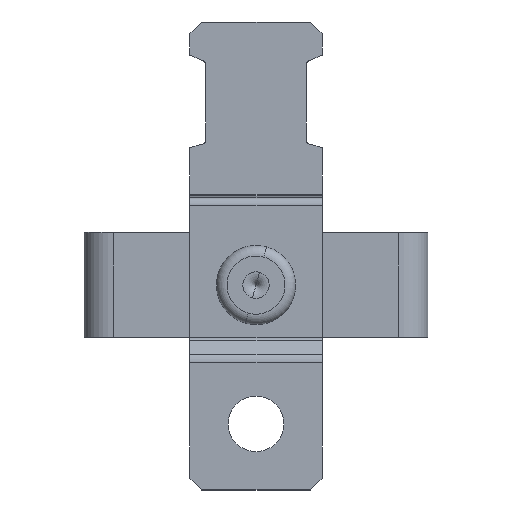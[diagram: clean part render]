
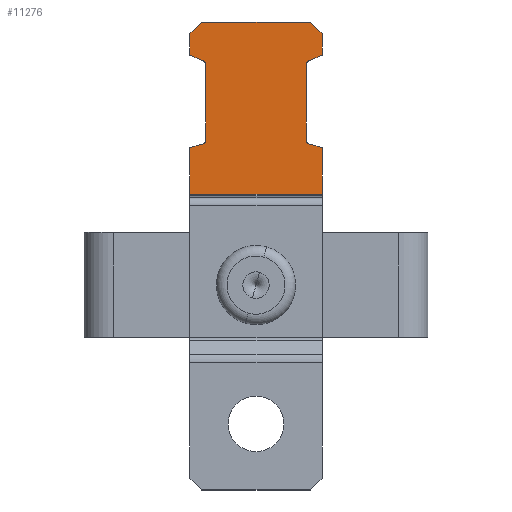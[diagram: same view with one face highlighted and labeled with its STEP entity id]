
A CAD part, front view. The second image highlights one B-rep face of the part: STEP entity #11276.
In plain terms, the highlighted planar face has unit normal (0, -1, 0).
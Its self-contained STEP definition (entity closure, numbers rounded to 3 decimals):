
#27 = EDGE_CURVE ( 'NONE', #5858, #1088, #7338, .T. ) ;
#81 = EDGE_CURVE ( 'NONE', #1088, #2770, #11408, .T. ) ;
#160 = VECTOR ( 'NONE', #9591, 1000. ) ;
#390 = VECTOR ( 'NONE', #11413, 1000. ) ;
#499 = LINE ( 'NONE', #7263, #10659 ) ;
#759 = EDGE_CURVE ( 'NONE', #11874, #8555, #1341, .T. ) ;
#885 = VERTEX_POINT ( 'NONE', #2618 ) ;
#920 = CARTESIAN_POINT ( 'NONE',  ( -26.467, 7.597, 3.8 ) ) ;
#977 = DIRECTION ( 'NONE',  ( 0., 0., -1. ) ) ;
#990 = VERTEX_POINT ( 'NONE', #920 ) ;
#1088 = VERTEX_POINT ( 'NONE', #9852 ) ;
#1284 = CARTESIAN_POINT ( 'NONE',  ( -32.173, 7.597, 3.8 ) ) ;
#1291 = DIRECTION ( 'NONE',  ( -1., 0., 0. ) ) ;
#1341 = LINE ( 'NONE', #12270, #390 ) ;
#1385 = VECTOR ( 'NONE', #3251, 1000. ) ;
#1393 = ORIENTED_EDGE ( 'NONE', *, *, #12139, .T. ) ;
#1447 = EDGE_CURVE ( 'NONE', #5526, #10046, #7565, .T. ) ;
#1458 = DIRECTION ( 'NONE',  ( 1., 0., 0. ) ) ;
#1846 = VECTOR ( 'NONE', #10056, 1000. ) ;
#1980 = EDGE_CURVE ( 'NONE', #8566, #2770, #11961, .T. ) ;
#2147 = DIRECTION ( 'NONE',  ( 0., 1., 0. ) ) ;
#2261 = CARTESIAN_POINT ( 'NONE',  ( -22.33, 7.597, -5. ) ) ;
#2300 = ORIENTED_EDGE ( 'NONE', *, *, #1447, .T. ) ;
#2323 = VECTOR ( 'NONE', #1458, 1000. ) ;
#2439 = CARTESIAN_POINT ( 'NONE',  ( -32.9, 7.597, -5. ) ) ;
#2554 = CARTESIAN_POINT ( 'NONE',  ( -22.37, 7.597, 5. ) ) ;
#2570 = CARTESIAN_POINT ( 'NONE',  ( -22.33, 7.597, 5. ) ) ;
#2618 = CARTESIAN_POINT ( 'NONE',  ( -32.455, 7.597, 3.997 ) ) ;
#2646 = DIRECTION ( 'NONE',  ( 0.406, 0., 0.914 ) ) ;
#2770 = VERTEX_POINT ( 'NONE', #6194 ) ;
#2811 = DIRECTION ( 'NONE',  ( 0., 1., 0. ) ) ;
#3239 = VERTEX_POINT ( 'NONE', #4061 ) ;
#3251 = DIRECTION ( 'NONE',  ( 1., 0., 0. ) ) ;
#3561 = ORIENTED_EDGE ( 'NONE', *, *, #3886, .F. ) ;
#3572 = DIRECTION ( 'NONE',  ( -1., 0., 0. ) ) ;
#3599 = DIRECTION ( 'NONE',  ( 0., 1., 0. ) ) ;
#3886 = EDGE_CURVE ( 'NONE', #9304, #10770, #499, .T. ) ;
#3953 = ORIENTED_EDGE ( 'NONE', *, *, #4090, .T. ) ;
#4041 = EDGE_CURVE ( 'NONE', #4422, #885, #12539, .T. ) ;
#4045 = AXIS2_PLACEMENT_3D ( 'NONE', #5845, #10614, #3572 ) ;
#4061 = CARTESIAN_POINT ( 'NONE',  ( -26.467, 7.597, -3.8 ) ) ;
#4090 = EDGE_CURVE ( 'NONE', #9304, #5197, #10549, .T. ) ;
#4094 = CARTESIAN_POINT ( 'NONE',  ( -32.455, 7.597, -3.997 ) ) ;
#4123 = VECTOR ( 'NONE', #7100, 1000. ) ;
#4133 = CARTESIAN_POINT ( 'NONE',  ( -32.173, 7.597, -4.1 ) ) ;
#4282 = ORIENTED_EDGE ( 'NONE', *, *, #27, .F. ) ;
#4422 = VERTEX_POINT ( 'NONE', #1284 ) ;
#4551 = DIRECTION ( 'NONE',  ( 1., 0., 0. ) ) ;
#4728 = EDGE_CURVE ( 'NONE', #5719, #8566, #8573, .T. ) ;
#4737 = ORIENTED_EDGE ( 'NONE', *, *, #7498, .T. ) ;
#4808 = VECTOR ( 'NONE', #5636, 1000. ) ;
#4905 = DIRECTION ( 'NONE',  ( 0., 1., 0. ) ) ;
#5132 = VECTOR ( 'NONE', #2646, 1000. ) ;
#5197 = VERTEX_POINT ( 'NONE', #7365 ) ;
#5326 = LINE ( 'NONE', #7327, #2323 ) ;
#5354 = CARTESIAN_POINT ( 'NONE',  ( -22.33, 7.597, 3.8 ) ) ;
#5514 = ORIENTED_EDGE ( 'NONE', *, *, #759, .T. ) ;
#5526 = VERTEX_POINT ( 'NONE', #2439 ) ;
#5540 = ORIENTED_EDGE ( 'NONE', *, *, #8510, .T. ) ;
#5636 = DIRECTION ( 'NONE',  ( -0.277, 0., -0.961 ) ) ;
#5655 = CARTESIAN_POINT ( 'NONE',  ( -35.4, 7.597, 4.1 ) ) ;
#5672 = AXIS2_PLACEMENT_3D ( 'NONE', #11670, #2811, #9715 ) ;
#5719 = VERTEX_POINT ( 'NONE', #9248 ) ;
#5804 = DIRECTION ( 'NONE',  ( 0.277, 0., -0.961 ) ) ;
#5845 = CARTESIAN_POINT ( 'NONE',  ( -32.173, 7.597, 4.1 ) ) ;
#5858 = VERTEX_POINT ( 'NONE', #12706 ) ;
#5867 = LINE ( 'NONE', #7809, #7306 ) ;
#5882 = AXIS2_PLACEMENT_3D ( 'NONE', #6954, #4905, #10944 ) ;
#5951 = LINE ( 'NONE', #8906, #4123 ) ;
#6091 = ORIENTED_EDGE ( 'NONE', *, *, #4041, .T. ) ;
#6194 = CARTESIAN_POINT ( 'NONE',  ( -22.37, 7.597, -5. ) ) ;
#6327 = VECTOR ( 'NONE', #10423, 1000. ) ;
#6367 = CARTESIAN_POINT ( 'NONE',  ( -22.33, 7.597, 5. ) ) ;
#6475 = VECTOR ( 'NONE', #1291, 1000. ) ;
#6688 = ORIENTED_EDGE ( 'NONE', *, *, #7113, .T. ) ;
#6772 = CARTESIAN_POINT ( 'NONE',  ( -34.5, 7.597, 5. ) ) ;
#6830 = ORIENTED_EDGE ( 'NONE', *, *, #12638, .T. ) ;
#6852 = CIRCLE ( 'NONE', #9326, 0.3 ) ;
#6893 = LINE ( 'NONE', #10888, #12491 ) ;
#6954 = CARTESIAN_POINT ( 'NONE',  ( -26.47, 7.597, 4.1 ) ) ;
#6991 = ORIENTED_EDGE ( 'NONE', *, *, #7107, .T. ) ;
#7049 = AXIS2_PLACEMENT_3D ( 'NONE', #2570, #3599, #7552 ) ;
#7100 = DIRECTION ( 'NONE',  ( 1., 0., 0. ) ) ;
#7107 = EDGE_CURVE ( 'NONE', #885, #10770, #5867, .T. ) ;
#7113 = EDGE_CURVE ( 'NONE', #5197, #11874, #6893, .T. ) ;
#7218 = EDGE_CURVE ( 'NONE', #990, #4422, #12146, .T. ) ;
#7263 = CARTESIAN_POINT ( 'NONE',  ( -22.33, 7.597, 5. ) ) ;
#7306 = VECTOR ( 'NONE', #11756, 1000. ) ;
#7327 = CARTESIAN_POINT ( 'NONE',  ( -22.33, 7.597, -5. ) ) ;
#7338 = LINE ( 'NONE', #6367, #1385 ) ;
#7365 = CARTESIAN_POINT ( 'NONE',  ( -35.4, 7.597, 4.1 ) ) ;
#7427 = FACE_OUTER_BOUND ( 'NONE', #9970, .T. ) ;
#7498 = EDGE_CURVE ( 'NONE', #3239, #5719, #8949, .T. ) ;
#7552 = DIRECTION ( 'NONE',  ( -1., 0., 0. ) ) ;
#7565 = LINE ( 'NONE', #11507, #5132 ) ;
#7809 = CARTESIAN_POINT ( 'NONE',  ( -31.159, 7.597, 1.079 ) ) ;
#8209 = DIRECTION ( 'NONE',  ( -1., 0., 0. ) ) ;
#8352 = CARTESIAN_POINT ( 'NONE',  ( -25.9, 7.597, -5. ) ) ;
#8510 = EDGE_CURVE ( 'NONE', #12729, #990, #12070, .T. ) ;
#8555 = VERTEX_POINT ( 'NONE', #9319 ) ;
#8566 = VERTEX_POINT ( 'NONE', #8352 ) ;
#8573 = LINE ( 'NONE', #8758, #8612 ) ;
#8612 = VECTOR ( 'NONE', #5804, 1000. ) ;
#8758 = CARTESIAN_POINT ( 'NONE',  ( -28.285, 7.597, 3.286 ) ) ;
#8811 = CARTESIAN_POINT ( 'NONE',  ( -32.9, 7.597, 5. ) ) ;
#8906 = CARTESIAN_POINT ( 'NONE',  ( -22.33, 7.597, -3.8 ) ) ;
#8949 = CIRCLE ( 'NONE', #5672, 0.3 ) ;
#9133 = VERTEX_POINT ( 'NONE', #12484 ) ;
#9229 = CARTESIAN_POINT ( 'NONE',  ( -26.189, 7.597, 3.997 ) ) ;
#9248 = CARTESIAN_POINT ( 'NONE',  ( -26.189, 7.597, -3.997 ) ) ;
#9304 = VERTEX_POINT ( 'NONE', #6772 ) ;
#9319 = CARTESIAN_POINT ( 'NONE',  ( -34.5, 7.597, -5. ) ) ;
#9326 = AXIS2_PLACEMENT_3D ( 'NONE', #4133, #2147, #8209 ) ;
#9371 = ORIENTED_EDGE ( 'NONE', *, *, #4728, .T. ) ;
#9488 = PLANE ( 'NONE',  #7049 ) ;
#9591 = DIRECTION ( 'NONE',  ( -0.707, 0., -0.707 ) ) ;
#9682 = ORIENTED_EDGE ( 'NONE', *, *, #9725, .T. ) ;
#9715 = DIRECTION ( 'NONE',  ( -1., 0., 0. ) ) ;
#9725 = EDGE_CURVE ( 'NONE', #8555, #5526, #5326, .T. ) ;
#9810 = LINE ( 'NONE', #10728, #4808 ) ;
#9852 = CARTESIAN_POINT ( 'NONE',  ( -22.37, 7.597, 5. ) ) ;
#9970 = EDGE_LOOP ( 'NONE', ( #4282, #10593, #5540, #12532, #6091, #6991, #3561, #3953, #6688, #5514, #9682, #2300, #1393, #6830, #4737, #9371, #10226, #10392 ) ) ;
#10046 = VERTEX_POINT ( 'NONE', #4094 ) ;
#10056 = DIRECTION ( 'NONE',  ( 1., 0., 0. ) ) ;
#10226 = ORIENTED_EDGE ( 'NONE', *, *, #1980, .T. ) ;
#10392 = ORIENTED_EDGE ( 'NONE', *, *, #81, .F. ) ;
#10423 = DIRECTION ( 'NONE',  ( 0., 0., -1. ) ) ;
#10549 = LINE ( 'NONE', #5655, #160 ) ;
#10593 = ORIENTED_EDGE ( 'NONE', *, *, #12494, .T. ) ;
#10614 = DIRECTION ( 'NONE',  ( 0., 1., 0. ) ) ;
#10659 = VECTOR ( 'NONE', #4551, 1000. ) ;
#10728 = CARTESIAN_POINT ( 'NONE',  ( -25.627, 7.597, 5.949 ) ) ;
#10770 = VERTEX_POINT ( 'NONE', #8811 ) ;
#10888 = CARTESIAN_POINT ( 'NONE',  ( -35.4, 7.597, 5. ) ) ;
#10944 = DIRECTION ( 'NONE',  ( -1., 0., 0. ) ) ;
#11259 = CARTESIAN_POINT ( 'NONE',  ( -35.4, 7.597, -4.1 ) ) ;
#11276 = ADVANCED_FACE ( 'NONE', ( #7427 ), #9488, .F. ) ;
#11408 = LINE ( 'NONE', #2554, #6327 ) ;
#11413 = DIRECTION ( 'NONE',  ( 0.707, 0., -0.707 ) ) ;
#11507 = CARTESIAN_POINT ( 'NONE',  ( -27.45, 7.597, 7.274 ) ) ;
#11670 = CARTESIAN_POINT ( 'NONE',  ( -26.47, 7.597, -4.1 ) ) ;
#11756 = DIRECTION ( 'NONE',  ( -0.406, 0., 0.914 ) ) ;
#11874 = VERTEX_POINT ( 'NONE', #11259 ) ;
#11961 = LINE ( 'NONE', #2261, #1846 ) ;
#12070 = CIRCLE ( 'NONE', #5882, 0.3 ) ;
#12139 = EDGE_CURVE ( 'NONE', #10046, #9133, #6852, .T. ) ;
#12146 = LINE ( 'NONE', #5354, #6475 ) ;
#12270 = CARTESIAN_POINT ( 'NONE',  ( -34.5, 7.597, -5. ) ) ;
#12484 = CARTESIAN_POINT ( 'NONE',  ( -32.173, 7.597, -3.8 ) ) ;
#12491 = VECTOR ( 'NONE', #977, 1000. ) ;
#12494 = EDGE_CURVE ( 'NONE', #5858, #12729, #9810, .T. ) ;
#12532 = ORIENTED_EDGE ( 'NONE', *, *, #7218, .T. ) ;
#12539 = CIRCLE ( 'NONE', #4045, 0.3 ) ;
#12638 = EDGE_CURVE ( 'NONE', #9133, #3239, #5951, .T. ) ;
#12706 = CARTESIAN_POINT ( 'NONE',  ( -25.9, 7.597, 5. ) ) ;
#12729 = VERTEX_POINT ( 'NONE', #9229 ) ;
